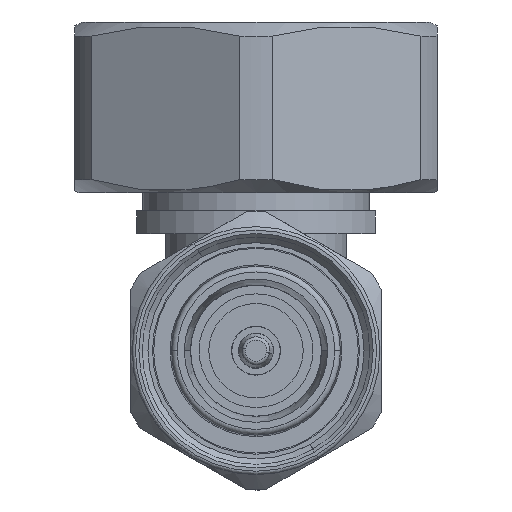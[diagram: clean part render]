
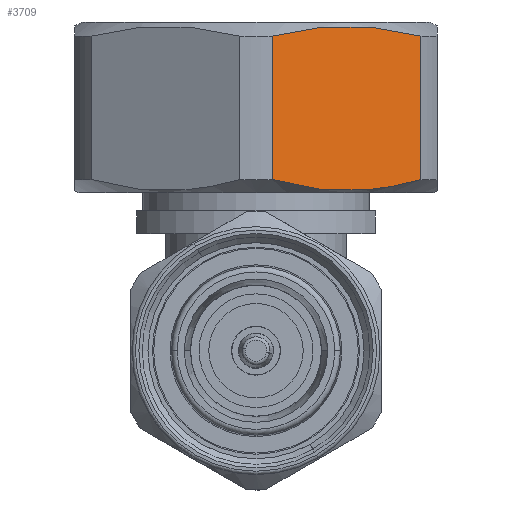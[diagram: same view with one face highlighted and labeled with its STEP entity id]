
A CAD part, left-side view. The second image highlights one B-rep face of the part: STEP entity #3709.
In plain terms, the highlighted face is planar.
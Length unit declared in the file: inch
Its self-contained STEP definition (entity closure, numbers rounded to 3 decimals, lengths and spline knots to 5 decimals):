
#506 = CARTESIAN_POINT ( 'NONE',  ( 0.55805, 0.61847, -0.18309 ) ) ;
#518 = VERTEX_POINT ( 'NONE', #1833 ) ;
#550 = LINE ( 'NONE', #8672, #8853 ) ;
#837 = CARTESIAN_POINT ( 'NONE',  ( 0.01341, 0.6426, -0.14129 ) ) ;
#878 = DIRECTION ( 'NONE',  ( 0., 0.866, -0.5 ) ) ;
#1150 = CARTESIAN_POINT ( 'NONE',  ( 0.55672, 0.62325, -0.17481 ) ) ;
#1414 = CARTESIAN_POINT ( 'NONE',  ( 0.56536, 0.58682, -0.23794 ) ) ;
#1465 = CARTESIAN_POINT ( 'NONE',  ( 0.55971, 0.47429, -0.43292 ) ) ;
#1470 = VERTEX_POINT ( 'NONE', #7854 ) ;
#1550 = ORIENTED_EDGE ( 'NONE', *, *, #3904, .T. ) ;
#1587 = CARTESIAN_POINT ( 'NONE',  ( 0.02226, 0.66712, -0.09882 ) ) ;
#1829 = ORIENTED_EDGE ( 'NONE', *, *, #4157, .T. ) ;
#1833 = CARTESIAN_POINT ( 'NONE',  ( 0.5297, 0.39488, -0.57051 ) ) ;
#2145 = CARTESIAN_POINT ( 'NONE',  ( 0.5297, 0.39488, -0.57051 ) ) ;
#2201 = CARTESIAN_POINT ( 'NONE',  ( 0.56761, 0.56522, -0.27537 ) ) ;
#2380 = CARTESIAN_POINT ( 'NONE',  ( 0.03331, 0.39488, -0.57051 ) ) ;
#2432 = CARTESIAN_POINT ( 'NONE',  ( 0.00131, 0.59332, -0.22668 ) ) ;
#2791 = CARTESIAN_POINT ( 'NONE',  ( 0.03331, 0.39488, -0.57051 ) ) ;
#2843 = CARTESIAN_POINT ( 'NONE',  ( 0.54238, 0.42041, -0.52627 ) ) ;
#3154 = DIRECTION ( 'NONE',  ( -1., 0., 0. ) ) ;
#3183 = ORIENTED_EDGE ( 'NONE', *, *, #3256, .F. ) ;
#3256 = EDGE_CURVE ( 'NONE', #4040, #9799, #8463, .T. ) ;
#3275 = CARTESIAN_POINT ( 'NONE',  ( 0.00121, 0.4936, -0.39945 ) ) ;
#3709 = ADVANCED_FACE ( 'NONE', ( #5751 ), #4042, .T. ) ;
#3904 = EDGE_CURVE ( 'NONE', #4040, #1470, #550, .T. ) ;
#4040 = VERTEX_POINT ( 'NONE', #5863 ) ;
#4042 = PLANE ( 'NONE',  #5775 ) ;
#4157 = EDGE_CURVE ( 'NONE', #1470, #518, #5425, .T. ) ;
#4372 = CARTESIAN_POINT ( 'NONE',  ( 0.55745, 0.62067, -0.1793 ) ) ;
#4473 = CARTESIAN_POINT ( 'NONE',  ( 0.56842, 0.53143, -0.33391 ) ) ;
#4677 = CARTESIAN_POINT ( 'NONE',  ( 0.56717, 0.51281, -0.36617 ) ) ;
#4948 = CARTESIAN_POINT ( 'NONE',  ( 0.24669, 0.3622, -0.62713 ) ) ;
#5163 = CARTESIAN_POINT ( 'NONE',  ( 0.5552, 0.62845, -0.16581 ) ) ;
#5270 = CARTESIAN_POINT ( 'NONE',  ( 0.56833, 0.54987, -0.30196 ) ) ;
#5376 = CARTESIAN_POINT ( 'NONE',  ( 0.55795, 0.61882, -0.1825 ) ) ;
#5425 = B_SPLINE_CURVE_WITH_KNOTS ( 'NONE', 3,
 ( #6721, #9971, #8374, #7574, #5163, #1150, #4372, #6986, #5376, #506, #5434, #1414, #2201, #7834, #5270, #6879, #4473, #4677, #7085, #6080, #1465, #8577, #8529, #9423, #9479, #7888, #2843, #2145 ),
 .UNSPECIFIED., .F., .F.,
 ( 4, 1, 1, 1, 1, 1, 2, 2, 1, 1, 2, 2, 1, 1, 1, 1, 1, 2, 2, 4 ),
 ( 0., 0.125, 0.1875, 0.21875, 0.23438, 0.24219, 0.24609, 0.25, 0.375, 0.4375, 0.46875, 0.5, 0.625, 0.6875, 0.71875, 0.73438, 0.74219, 0.74609, 0.75, 1. ),
 .UNSPECIFIED. ) ;
#5434 = CARTESIAN_POINT ( 'NONE',  ( 0.56154, 0.60553, -0.20553 ) ) ;
#5518 = ORIENTED_EDGE ( 'NONE', *, *, #6330, .T. ) ;
#5751 = FACE_OUTER_BOUND ( 'NONE', #8231, .T. ) ;
#5775 = AXIS2_PLACEMENT_3D ( 'NONE', #4948, #878, #3154 ) ;
#5863 = CARTESIAN_POINT ( 'NONE',  ( 0.03331, 0.69153, -0.05651 ) ) ;
#5882 = CARTESIAN_POINT ( 'NONE',  ( -0.44331, 0.39488, -0.57051 ) ) ;
#6080 = CARTESIAN_POINT ( 'NONE',  ( 0.56106, 0.47982, -0.42333 ) ) ;
#6330 = EDGE_CURVE ( 'NONE', #518, #9799, #9939, .T. ) ;
#6519 = CARTESIAN_POINT ( 'NONE',  ( -0.00198, 0.51874, -0.3559 ) ) ;
#6721 = CARTESIAN_POINT ( 'NONE',  ( 0.5297, 0.69153, -0.05651 ) ) ;
#6879 = CARTESIAN_POINT ( 'NONE',  ( 0.56839, 0.54684, -0.30721 ) ) ;
#6986 = CARTESIAN_POINT ( 'NONE',  ( 0.55775, 0.61956, -0.18122 ) ) ;
#7085 = CARTESIAN_POINT ( 'NONE',  ( 0.56347, 0.49086, -0.40421 ) ) ;
#7209 = CARTESIAN_POINT ( 'NONE',  ( -0.0019, 0.56855, -0.26959 ) ) ;
#7424 = CARTESIAN_POINT ( 'NONE',  ( 0.03331, 0.69153, -0.05651 ) ) ;
#7574 = CARTESIAN_POINT ( 'NONE',  ( 0.5519, 0.63892, -0.14767 ) ) ;
#7834 = CARTESIAN_POINT ( 'NONE',  ( 0.5681, 0.556, -0.29133 ) ) ;
#7854 = CARTESIAN_POINT ( 'NONE',  ( 0.5297, 0.69153, -0.05651 ) ) ;
#7888 = CARTESIAN_POINT ( 'NONE',  ( 0.55191, 0.44503, -0.48361 ) ) ;
#8231 = EDGE_LOOP ( 'NONE', ( #3183, #1550, #1829, #5518 ) ) ;
#8374 = CARTESIAN_POINT ( 'NONE',  ( 0.54429, 0.66015, -0.11089 ) ) ;
#8463 = B_SPLINE_CURVE_WITH_KNOTS ( 'NONE', 3,
 ( #7424, #1587, #837, #2432, #7209, #6519, #3275, #10457, #9658, #2380 ),
 .UNSPECIFIED., .F., .F.,
 ( 4, 2, 2, 2, 4 ),
 ( 0.00001, 0.00379, 0.00757, 0.01135, 0.01514 ),
 .UNSPECIFIED. ) ;
#8529 = CARTESIAN_POINT ( 'NONE',  ( 0.55869, 0.47033, -0.43977 ) ) ;
#8577 = CARTESIAN_POINT ( 'NONE',  ( 0.559, 0.47152, -0.43771 ) ) ;
#8672 = CARTESIAN_POINT ( 'NONE',  ( -0.44331, 0.69153, -0.05651 ) ) ;
#8853 = VECTOR ( 'NONE', #9317, 39.37008 ) ;
#9131 = DIRECTION ( 'NONE',  ( -1., 0., 0. ) ) ;
#9317 = DIRECTION ( 'NONE',  ( 1., 0., 0. ) ) ;
#9423 = CARTESIAN_POINT ( 'NONE',  ( 0.55848, 0.46954, -0.44115 ) ) ;
#9454 = VECTOR ( 'NONE', #9131, 39.37008 ) ;
#9479 = CARTESIAN_POINT ( 'NONE',  ( 0.55837, 0.46912, -0.44188 ) ) ;
#9658 = CARTESIAN_POINT ( 'NONE',  ( 0.02225, 0.41934, -0.52813 ) ) ;
#9799 = VERTEX_POINT ( 'NONE', #2791 ) ;
#9939 = LINE ( 'NONE', #5882, #9454 ) ;
#9971 = CARTESIAN_POINT ( 'NONE',  ( 0.53601, 0.67884, -0.07849 ) ) ;
#10457 = CARTESIAN_POINT ( 'NONE',  ( 0.01335, 0.44395, -0.48548 ) ) ;
